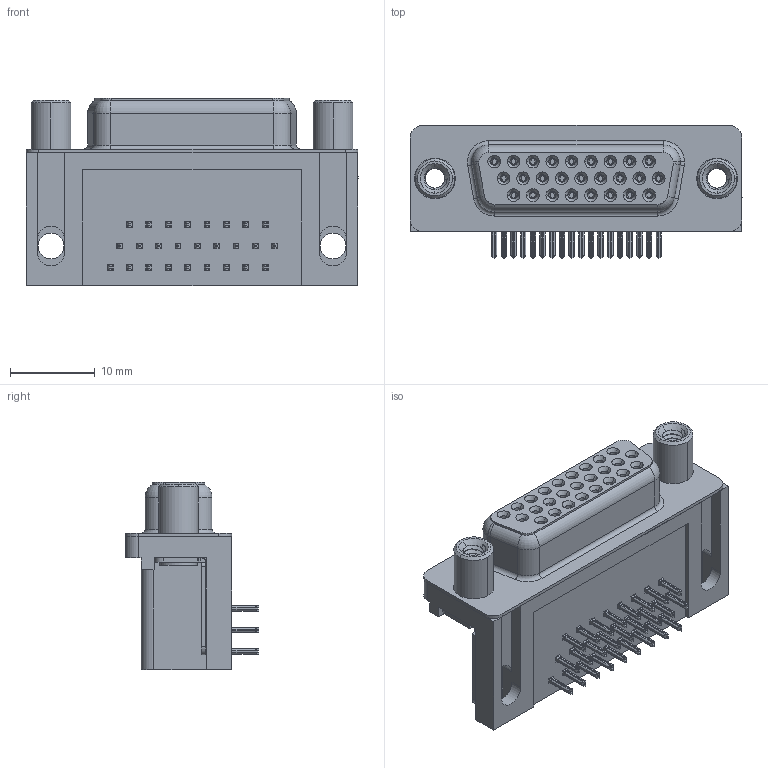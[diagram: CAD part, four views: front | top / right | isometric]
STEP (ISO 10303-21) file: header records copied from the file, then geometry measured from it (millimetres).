
FILE_DESCRIPTION (( 'STEP AP203' ), '1' );
FILE_NAME ('634-026-663-010.STEP', '2018-08-18T03:50:17', ( '' ), ( '' ), 'SwSTEP 2.0', 'SolidWorks 2016', '' );
FILE_SCHEMA (( 'CONFIG_CONTROL_DESIGN' ));
Length unit declared in the file: millimetre
Products named in the file (8): 634 Shell_26 Socket; Contact Bottom; Contact Middle; Contact Top; Thru Hole Board Mount; Round Threaded Standoff; 634-026-663-010; 634 Housing_26 Socket
Assembly tree (32 placements, depth 2):
  634-026-663-010
    634 Housing_26 Socket
    634 Shell_26 Socket
    Contact Bottom  x8
    Contact Middle  x9
    Contact Top  x9
    Thru Hole Board Mount  x2
    Round Threaded Standoff  x2
Bounding box: 39.22 x 15.73 x 22.1 mm (x, y, z)
Volume: 6454.6 mm3; surface area: 9266.5 mm2
Topology: 32 solids, 32 shells, 3973 faces, 10460 edges, 6574 vertices
Faces by surface type: plane 1761, cylinder 946, bspline 920, cone 324, torus 22
Entity records: 36824 total; most frequent: CARTESIAN_POINT 12440, ORIENTED_EDGE 4954, DIRECTION 4331, EDGE_CURVE 2477, VERTEX_POINT 1580, LINE 1569, VECTOR 1569, AXIS2_PLACEMENT_3D 1381
